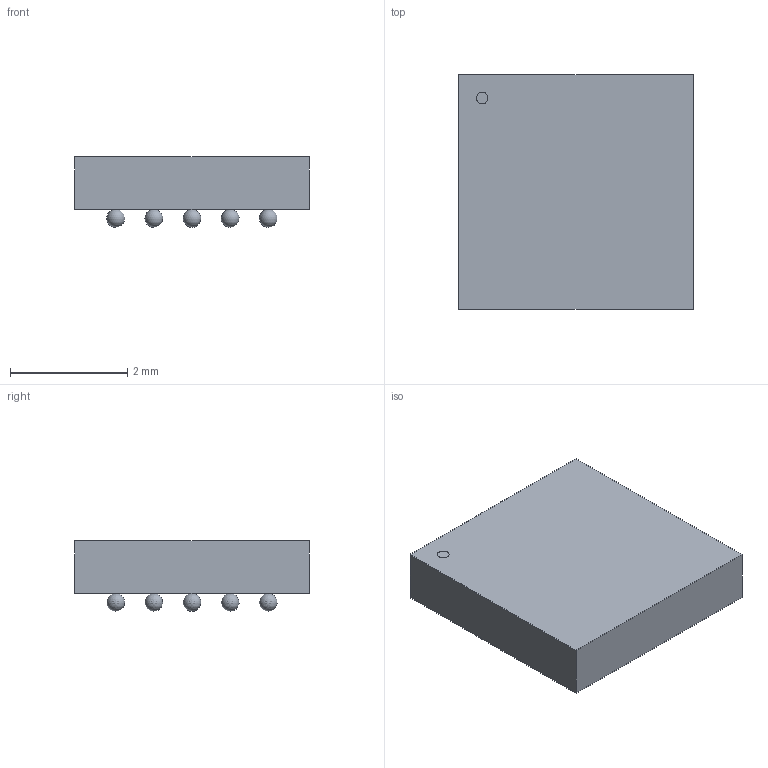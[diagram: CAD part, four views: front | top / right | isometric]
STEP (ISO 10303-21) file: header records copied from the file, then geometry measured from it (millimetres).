
FILE_DESCRIPTION(('STEP AP214'),'1');
FILE_NAME('BGA25_A','2020-06-14T17:45:33',(''),(''),'','','');
FILE_SCHEMA(('AUTOMOTIVE_DESIGN'));
Length unit declared in the file: millimetre
Products named in the file (1): product
Bounding box: 4 x 4 x 1.2 mm (x, y, z)
Volume: 15.1 mm3; surface area: 61 mm2
Topology: 52 solids, 52 shells, 59 faces, 165 edges, 110 vertices
Faces by surface type: sphere 50, plane 8, cylinder 1
Full cylindrical faces by diameter (mm): 0.2 x1
Entity records: 706 total; most frequent: DIRECTION 138, CARTESIAN_POINT 73, AXIS2_PLACEMENT_3D 63, STYLED_ITEM 59, ADVANCED_FACE 59, MANIFOLD_SOLID_BREP 52, CLOSED_SHELL 52, SPHERICAL_SURFACE 50
